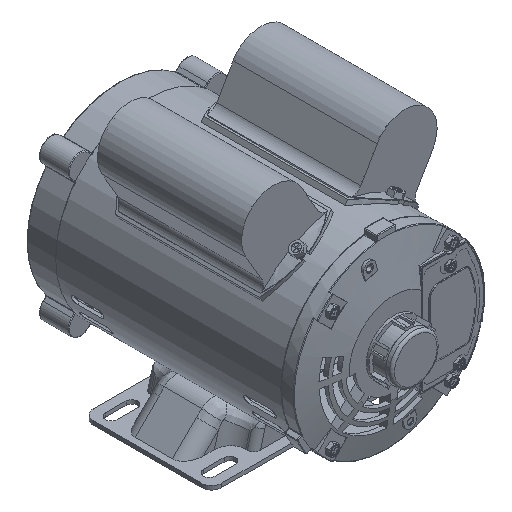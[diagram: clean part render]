
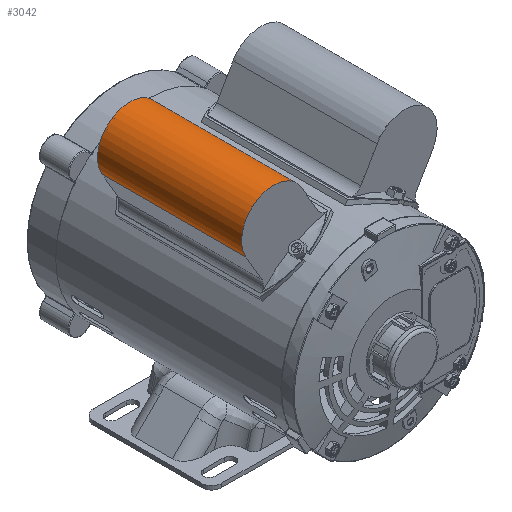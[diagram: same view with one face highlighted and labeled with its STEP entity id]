
A CAD part, isometric view. The second image highlights one B-rep face of the part: STEP entity #3042.
In plain terms, the highlighted cylindrical face has radius 25 mm (diameter 50 mm), a partial arc.
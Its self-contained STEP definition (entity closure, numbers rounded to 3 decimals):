
#967=FACE_OUTER_BOUND('',#10726,.T.);
#3042=ADVANCED_FACE('',(#967),#4547,.T.);
#4547=CYLINDRICAL_SURFACE('',#27772,25.);
#4941=CIRCLE('',#27754,25.);
#4945=CIRCLE('',#27760,25.);
#6236=LINE('',#42429,#8127);
#6242=LINE('',#42449,#8133);
#8127=VECTOR('',#30710,1.);
#8133=VECTOR('',#30728,1.);
#10726=EDGE_LOOP('',(#13213,#13214,#13215,#13216));
#13213=ORIENTED_EDGE('',*,*,#23219,.T.);
#13214=ORIENTED_EDGE('',*,*,#23208,.F.);
#13215=ORIENTED_EDGE('',*,*,#23209,.F.);
#13216=ORIENTED_EDGE('',*,*,#23218,.T.);
#20483=VERTEX_POINT('',#42423);
#20486=VERTEX_POINT('',#42428);
#20487=VERTEX_POINT('',#42432);
#20494=VERTEX_POINT('',#42448);
#23208=EDGE_CURVE('',#20486,#20483,#6236,.T.);
#23209=EDGE_CURVE('',#20487,#20486,#4941,.T.);
#23218=EDGE_CURVE('',#20487,#20494,#6242,.T.);
#23219=EDGE_CURVE('',#20494,#20483,#4945,.T.);
#27754=AXIS2_PLACEMENT_3D('',#42431,#30713,#30714);
#27760=AXIS2_PLACEMENT_3D('',#42451,#30731,#30732);
#27772=AXIS2_PLACEMENT_3D('',#42640,#30777,#30778);
#30710=DIRECTION('',(0.,1.,0.));
#30713=DIRECTION('',(0.,-1.,0.));
#30714=DIRECTION('',(0.,0.,1.));
#30728=DIRECTION('',(0.,1.,0.));
#30731=DIRECTION('',(0.,-1.,0.));
#30732=DIRECTION('',(0.,0.,1.));
#30777=DIRECTION('',(0.,1.,0.));
#30778=DIRECTION('',(-0.866,0.,-0.5));
#42423=CARTESIAN_POINT('',(-72.636,138.5,75.809));
#42428=CARTESIAN_POINT('',(-72.636,26.5,75.809));
#42429=CARTESIAN_POINT('',(-72.636,82.5,75.809));
#42431=CARTESIAN_POINT('',(-50.985,26.5,88.309));
#42432=CARTESIAN_POINT('',(-29.334,26.5,100.809));
#42448=CARTESIAN_POINT('',(-29.334,138.5,100.809));
#42449=CARTESIAN_POINT('',(-29.334,26.5,100.809));
#42451=CARTESIAN_POINT('',(-50.985,138.5,88.309));
#42640=CARTESIAN_POINT('',(-50.985,26.5,88.309));
